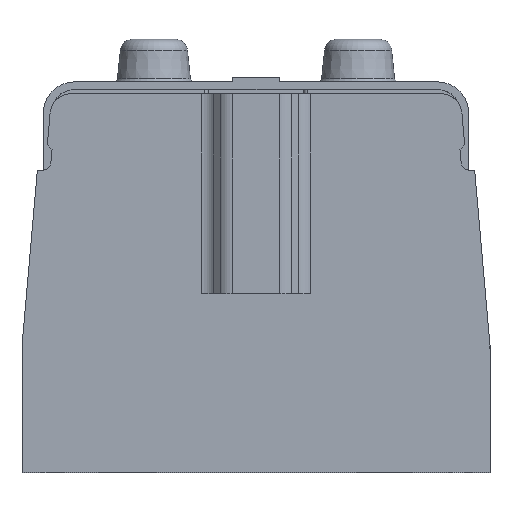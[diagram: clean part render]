
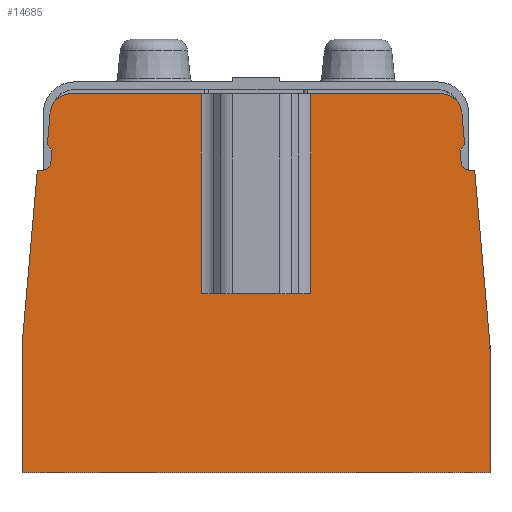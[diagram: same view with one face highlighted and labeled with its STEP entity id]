
A CAD part, top view. The second image highlights one B-rep face of the part: STEP entity #14685.
In plain terms, the highlighted planar face has unit normal (0, 0, 1).
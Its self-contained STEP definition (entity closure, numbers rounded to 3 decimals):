
#1458=DIRECTION('',(-1.,0.,0.));
#1459=VECTOR('',#1458,30.562);
#1460=CARTESIAN_POINT('',(43.419,44.5,21.));
#1461=LINE('',#1460,#1459);
#1490=DIRECTION('',(-1.,0.,0.));
#1491=VECTOR('',#1490,30.562);
#1492=CARTESIAN_POINT('',(-12.857,44.5,21.));
#1493=LINE('',#1492,#1491);
#1750=DIRECTION('',(-1.,0.,0.));
#1751=VECTOR('',#1750,1.197);
#1752=CARTESIAN_POINT('',(51.401,26.5,21.));
#1753=LINE('',#1752,#1751);
#1762=CARTESIAN_POINT('',(43.419,39.5,21.));
#1763=DIRECTION('',(0.,0.,-1.));
#1764=DIRECTION('',(0.,1.,0.));
#1765=AXIS2_PLACEMENT_3D('',#1762,#1763,#1764);
#1767=DIRECTION('',(0.087,-0.996,0.));
#1768=VECTOR('',#1767,7.464);
#1769=CARTESIAN_POINT('',(48.4,39.936,21.));
#1770=LINE('',#1769,#1768);
#1771=DIRECTION('',(-0.707,-0.707,0.));
#1772=VECTOR('',#1771,1.566);
#1773=CARTESIAN_POINT('',(49.05,32.5,21.));
#1774=LINE('',#1773,#1772);
#1775=DIRECTION('',(0.087,-0.996,0.));
#1776=VECTOR('',#1775,3.078);
#1777=CARTESIAN_POINT('',(47.943,31.392,21.));
#1778=LINE('',#1777,#1776);
#1779=CARTESIAN_POINT('',(50.203,28.5,21.));
#1780=DIRECTION('',(0.,0.,1.));
#1781=DIRECTION('',(-0.996,-0.087,0.));
#1782=AXIS2_PLACEMENT_3D('',#1779,#1780,#1781);
#1784=DIRECTION('',(0.087,-0.996,0.));
#1785=VECTOR('',#1784,41.306);
#1786=CARTESIAN_POINT('',(51.401,26.5,21.));
#1787=LINE('',#1786,#1785);
#1788=DIRECTION('',(0.087,0.996,0.));
#1789=VECTOR('',#1788,41.306);
#1790=CARTESIAN_POINT('',(-55.,-14.648,21.));
#1791=LINE('',#1790,#1789);
#1792=CARTESIAN_POINT('',(-50.203,28.5,21.));
#1793=DIRECTION('',(0.,0.,1.));
#1794=DIRECTION('',(0.,-1.,0.));
#1795=AXIS2_PLACEMENT_3D('',#1792,#1793,#1794);
#1797=DIRECTION('',(0.087,0.996,0.));
#1798=VECTOR('',#1797,3.078);
#1799=CARTESIAN_POINT('',(-48.21,28.326,21.));
#1800=LINE('',#1799,#1798);
#1801=DIRECTION('',(-0.707,0.707,0.));
#1802=VECTOR('',#1801,1.566);
#1803=CARTESIAN_POINT('',(-47.942,31.392,21.));
#1804=LINE('',#1803,#1802);
#1805=DIRECTION('',(0.087,0.996,0.));
#1806=VECTOR('',#1805,7.464);
#1807=CARTESIAN_POINT('',(-49.05,32.5,21.));
#1808=LINE('',#1807,#1806);
#1809=CARTESIAN_POINT('',(-43.418,39.5,21.));
#1810=DIRECTION('',(0.,0.,-1.));
#1811=DIRECTION('',(-0.996,0.087,0.));
#1812=AXIS2_PLACEMENT_3D('',#1809,#1810,#1811);
#1814=DIRECTION('',(-1.,0.,0.));
#1815=VECTOR('',#1814,25.714);
#1816=CARTESIAN_POINT('',(12.857,-2.5,21.));
#1817=LINE('',#1816,#1815);
#1846=DIRECTION('',(0.,1.,0.));
#1847=VECTOR('',#1846,47.);
#1848=CARTESIAN_POINT('',(-12.857,-2.5,21.));
#1849=LINE('',#1848,#1847);
#1882=DIRECTION('',(0.,-1.,0.));
#1883=VECTOR('',#1882,47.);
#1884=CARTESIAN_POINT('',(12.857,44.5,21.));
#1885=LINE('',#1884,#1883);
#2053=DIRECTION('',(0.,-1.,0.));
#2054=VECTOR('',#2053,29.852);
#2055=CARTESIAN_POINT('',(-55.,-14.648,21.));
#2056=LINE('',#2055,#2054);
#2128=DIRECTION('',(1.,0.,0.));
#2129=VECTOR('',#2128,110.);
#2130=CARTESIAN_POINT('',(-55.,-44.5,21.));
#2131=LINE('',#2130,#2129);
#2546=DIRECTION('',(0.,1.,0.));
#2547=VECTOR('',#2546,29.852);
#2548=CARTESIAN_POINT('',(55.,-44.5,21.));
#2549=LINE('',#2548,#2547);
#3879=DIRECTION('',(-1.,0.,0.));
#3880=VECTOR('',#3879,1.197);
#3881=CARTESIAN_POINT('',(-50.203,26.5,21.));
#3882=LINE('',#3881,#3880);
#10044=CARTESIAN_POINT('',(12.857,-2.5,21.));
#10045=CARTESIAN_POINT('',(-12.857,-2.5,21.));
#10046=VERTEX_POINT('',#10044);
#10047=VERTEX_POINT('',#10045);
#10048=CARTESIAN_POINT('',(12.857,44.5,21.));
#10049=VERTEX_POINT('',#10048);
#10050=CARTESIAN_POINT('',(43.419,44.5,21.));
#10051=VERTEX_POINT('',#10050);
#10052=CARTESIAN_POINT('',(48.4,39.936,21.));
#10053=VERTEX_POINT('',#10052);
#10054=CARTESIAN_POINT('',(49.05,32.5,21.));
#10055=VERTEX_POINT('',#10054);
#10056=CARTESIAN_POINT('',(47.943,31.392,21.));
#10057=VERTEX_POINT('',#10056);
#10058=CARTESIAN_POINT('',(48.211,28.326,21.));
#10059=VERTEX_POINT('',#10058);
#10060=CARTESIAN_POINT('',(50.203,26.5,21.));
#10061=VERTEX_POINT('',#10060);
#10062=CARTESIAN_POINT('',(51.401,26.5,21.));
#10063=VERTEX_POINT('',#10062);
#10064=CARTESIAN_POINT('',(55.,-14.648,21.));
#10065=VERTEX_POINT('',#10064);
#10066=CARTESIAN_POINT('',(55.,-44.5,21.));
#10067=VERTEX_POINT('',#10066);
#10068=CARTESIAN_POINT('',(-55.,-44.5,21.));
#10069=VERTEX_POINT('',#10068);
#10070=CARTESIAN_POINT('',(-55.,-14.648,21.));
#10071=VERTEX_POINT('',#10070);
#10072=CARTESIAN_POINT('',(-51.4,26.5,21.));
#10073=VERTEX_POINT('',#10072);
#10074=CARTESIAN_POINT('',(-50.203,26.5,21.));
#10075=VERTEX_POINT('',#10074);
#10076=CARTESIAN_POINT('',(-48.21,28.326,21.));
#10077=VERTEX_POINT('',#10076);
#10078=CARTESIAN_POINT('',(-47.942,31.392,21.));
#10079=VERTEX_POINT('',#10078);
#10080=CARTESIAN_POINT('',(-49.05,32.5,21.));
#10081=VERTEX_POINT('',#10080);
#10082=CARTESIAN_POINT('',(-48.399,39.936,21.));
#10083=VERTEX_POINT('',#10082);
#10084=CARTESIAN_POINT('',(-43.418,44.5,21.));
#10085=VERTEX_POINT('',#10084);
#10086=CARTESIAN_POINT('',(-12.857,44.5,21.));
#10087=VERTEX_POINT('',#10086);
#14638=CARTESIAN_POINT('',(0.,0.,21.));
#14639=DIRECTION('',(0.,0.,1.));
#14640=DIRECTION('',(-1.,0.,0.));
#14641=AXIS2_PLACEMENT_3D('',#14638,#14639,#14640);
#14642=PLANE('',#14641);
#14644=ORIENTED_EDGE('',*,*,#14643,.F.);
#14646=ORIENTED_EDGE('',*,*,#14645,.F.);
#14647=ORIENTED_EDGE('',*,*,#14195,.F.);
#14649=ORIENTED_EDGE('',*,*,#14648,.T.);
#14651=ORIENTED_EDGE('',*,*,#14650,.T.);
#14653=ORIENTED_EDGE('',*,*,#14652,.T.);
#14655=ORIENTED_EDGE('',*,*,#14654,.T.);
#14656=ORIENTED_EDGE('',*,*,#14615,.T.);
#14657=ORIENTED_EDGE('',*,*,#14629,.F.);
#14659=ORIENTED_EDGE('',*,*,#14658,.T.);
#14661=ORIENTED_EDGE('',*,*,#14660,.F.);
#14663=ORIENTED_EDGE('',*,*,#14662,.F.);
#14665=ORIENTED_EDGE('',*,*,#14664,.F.);
#14667=ORIENTED_EDGE('',*,*,#14666,.T.);
#14669=ORIENTED_EDGE('',*,*,#14668,.F.);
#14671=ORIENTED_EDGE('',*,*,#14670,.T.);
#14673=ORIENTED_EDGE('',*,*,#14672,.T.);
#14675=ORIENTED_EDGE('',*,*,#14674,.T.);
#14677=ORIENTED_EDGE('',*,*,#14676,.T.);
#14679=ORIENTED_EDGE('',*,*,#14678,.T.);
#14680=ORIENTED_EDGE('',*,*,#14211,.F.);
#14682=ORIENTED_EDGE('',*,*,#14681,.F.);
#14683=EDGE_LOOP('',(#14644,#14646,#14647,#14649,#14651,#14653,#14655,#14656,
#14657,#14659,#14661,#14663,#14665,#14667,#14669,#14671,#14673,#14675,#14677,
#14679,#14680,#14682));
#14684=FACE_OUTER_BOUND('',#14683,.F.);
#1766=CIRCLE('',#1765,5.);
#1783=CIRCLE('',#1782,2.);
#1796=CIRCLE('',#1795,2.);
#1813=CIRCLE('',#1812,5.);
#14195=EDGE_CURVE('',#10051,#10049,#1461,.T.);
#14211=EDGE_CURVE('',#10087,#10085,#1493,.T.);
#14615=EDGE_CURVE('',#10059,#10061,#1783,.T.);
#14629=EDGE_CURVE('',#10063,#10061,#1753,.T.);
#14643=EDGE_CURVE('',#10046,#10047,#1817,.T.);
#14645=EDGE_CURVE('',#10049,#10046,#1885,.T.);
#14648=EDGE_CURVE('',#10051,#10053,#1766,.T.);
#14650=EDGE_CURVE('',#10053,#10055,#1770,.T.);
#14652=EDGE_CURVE('',#10055,#10057,#1774,.T.);
#14654=EDGE_CURVE('',#10057,#10059,#1778,.T.);
#14658=EDGE_CURVE('',#10063,#10065,#1787,.T.);
#14660=EDGE_CURVE('',#10067,#10065,#2549,.T.);
#14662=EDGE_CURVE('',#10069,#10067,#2131,.T.);
#14664=EDGE_CURVE('',#10071,#10069,#2056,.T.);
#14666=EDGE_CURVE('',#10071,#10073,#1791,.T.);
#14668=EDGE_CURVE('',#10075,#10073,#3882,.T.);
#14670=EDGE_CURVE('',#10075,#10077,#1796,.T.);
#14672=EDGE_CURVE('',#10077,#10079,#1800,.T.);
#14674=EDGE_CURVE('',#10079,#10081,#1804,.T.);
#14676=EDGE_CURVE('',#10081,#10083,#1808,.T.);
#14678=EDGE_CURVE('',#10083,#10085,#1813,.T.);
#14681=EDGE_CURVE('',#10047,#10087,#1849,.T.);
#14685=ADVANCED_FACE('',(#14684),#14642,.T.);
